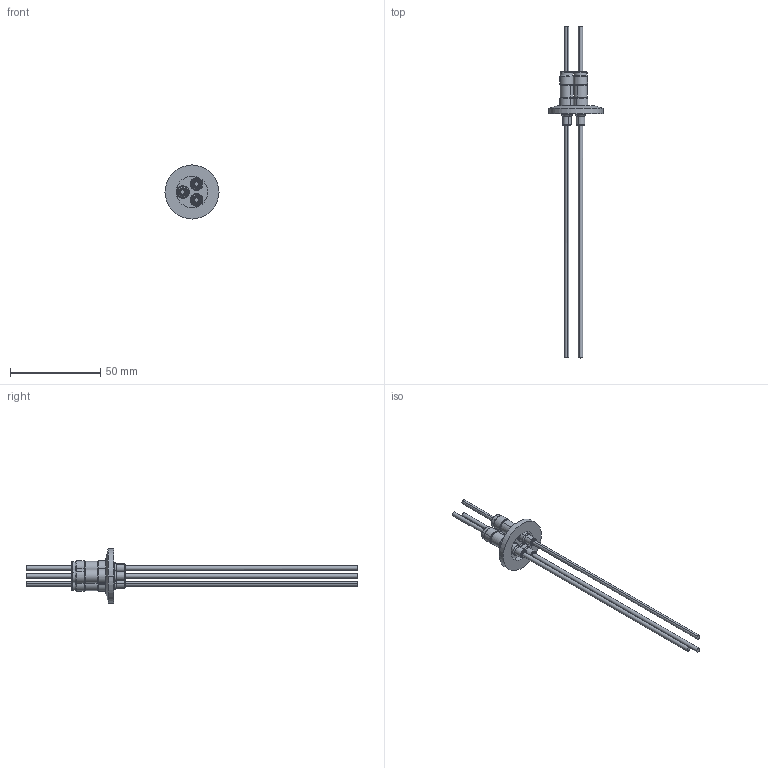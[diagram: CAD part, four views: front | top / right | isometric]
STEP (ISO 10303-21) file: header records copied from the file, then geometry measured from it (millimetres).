
FILE_DESCRIPTION (( 'STEP AP203' ), '1' );
FILE_NAME ('A0514-1-QF.STEP', '2013-05-29T11:57:27', ( '' ), ( '' ), 'SwSTEP 2.0', 'SolidWorks 2012', '' );
FILE_SCHEMA (( 'CONFIG_CONTROL_DESIGN' ));
Length unit declared in the file: inch
Products named in the file (1): A0514-1-QF
Bounding box: 29.97 x 184.15 x 29.97 mm (x, y, z)
Volume: 7144.2 mm3; surface area: 9142.2 mm2
Topology: 1 solids, 4 shells, 189 faces, 400 edges, 244 vertices
Faces by surface type: cylinder 100, plane 33, cone 32, torus 24
Entity records: 5223 total; most frequent: DIRECTION 1048, CARTESIAN_POINT 834, ORIENTED_EDGE 800, AXIS2_PLACEMENT_3D 458, EDGE_CURVE 400, CIRCLE 268, VERTEX_POINT 244, EDGE_LOOP 220
